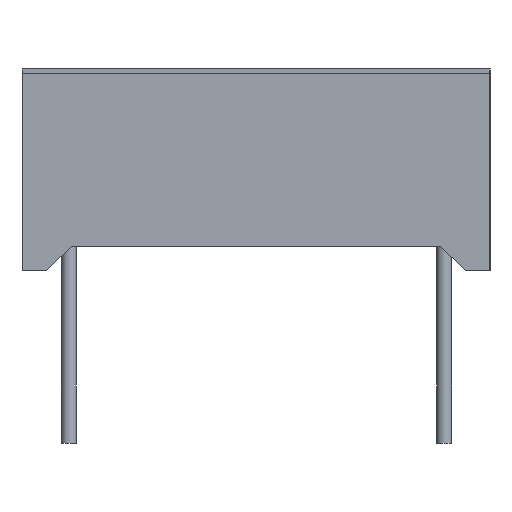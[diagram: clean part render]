
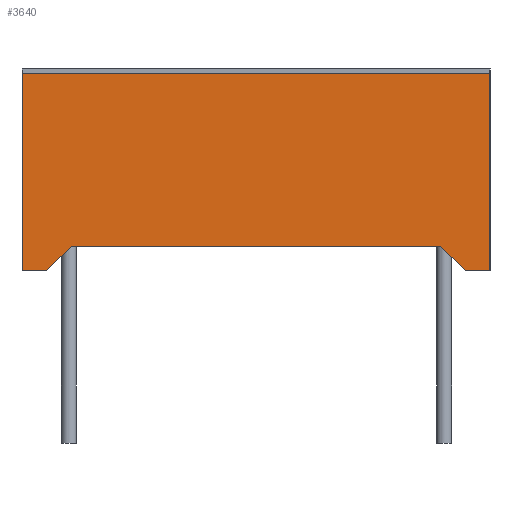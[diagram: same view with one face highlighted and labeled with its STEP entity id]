
A CAD part, left-side view. The second image highlights one B-rep face of the part: STEP entity #3640.
In plain terms, the highlighted planar face has unit normal (-1, 0, 0).
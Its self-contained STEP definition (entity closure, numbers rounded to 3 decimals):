
#212=FACE_OUTER_BOUND('',#412,.T.);
#412=EDGE_LOOP('',(#2487,#2488,#2489,#2490,#2491,#2492,#2493,#2494));
#667=LINE('',#5110,#1119);
#675=LINE('',#5126,#1127);
#680=LINE('',#5137,#1132);
#702=LINE('',#5180,#1154);
#703=LINE('',#5183,#1155);
#708=LINE('',#5193,#1160);
#709=LINE('',#5195,#1161);
#710=LINE('',#5196,#1162);
#1119=VECTOR('',#4126,10.);
#1127=VECTOR('',#4138,10.);
#1132=VECTOR('',#4147,10.);
#1154=VECTOR('',#4179,10.);
#1155=VECTOR('',#4182,10.);
#1160=VECTOR('',#4189,10.);
#1161=VECTOR('',#4190,10.);
#1162=VECTOR('',#4191,10.);
#1571=VERTEX_POINT('',#5107);
#1572=VERTEX_POINT('',#5109);
#1578=VERTEX_POINT('',#5124);
#1582=VERTEX_POINT('',#5136);
#1598=VERTEX_POINT('',#5178);
#1599=VERTEX_POINT('',#5182);
#1603=VERTEX_POINT('',#5192);
#1604=VERTEX_POINT('',#5194);
#1915=EDGE_CURVE('',#1572,#1571,#667,.T.);
#1923=EDGE_CURVE('',#1571,#1578,#675,.T.);
#1928=EDGE_CURVE('',#1582,#1572,#680,.T.);
#1950=EDGE_CURVE('',#1578,#1598,#702,.T.);
#1951=EDGE_CURVE('',#1599,#1582,#703,.T.);
#1956=EDGE_CURVE('',#1598,#1603,#708,.T.);
#1957=EDGE_CURVE('',#1604,#1603,#709,.T.);
#1958=EDGE_CURVE('',#1599,#1604,#710,.T.);
#2487=ORIENTED_EDGE('',*,*,#1928,.T.);
#2488=ORIENTED_EDGE('',*,*,#1915,.T.);
#2489=ORIENTED_EDGE('',*,*,#1923,.T.);
#2490=ORIENTED_EDGE('',*,*,#1950,.T.);
#2491=ORIENTED_EDGE('',*,*,#1956,.T.);
#2492=ORIENTED_EDGE('',*,*,#1957,.F.);
#2493=ORIENTED_EDGE('',*,*,#1958,.F.);
#2494=ORIENTED_EDGE('',*,*,#1951,.T.);
#3472=PLANE('',#3867);
#3640=ADVANCED_FACE('',(#212),#3472,.T.);
#3867=AXIS2_PLACEMENT_3D('',#5191,#4187,#4188);
#4126=DIRECTION('',(0.,-1.,0.));
#4138=DIRECTION('',(0.,-0.707,-0.707));
#4147=DIRECTION('',(0.,-0.707,0.707));
#4179=DIRECTION('',(0.,-1.,0.));
#4182=DIRECTION('',(0.,-1.,0.));
#4187=DIRECTION('center_axis',(-1.,0.,0.));
#4188=DIRECTION('ref_axis',(0.,-1.,0.));
#4189=DIRECTION('',(0.,0.,1.));
#4190=DIRECTION('',(0.,-1.,0.));
#4191=DIRECTION('',(0.,0.,1.));
#5107=CARTESIAN_POINT('',(0.,2.,1.));
#5109=CARTESIAN_POINT('',(0.,17.,1.));
#5110=CARTESIAN_POINT('',(0.,10.5,1.));
#5124=CARTESIAN_POINT('',(0.,1.,0.));
#5126=CARTESIAN_POINT('',(0.,5.5,4.5));
#5136=CARTESIAN_POINT('',(0.,18.,0.));
#5137=CARTESIAN_POINT('',(0.,17.75,0.25));
#5178=CARTESIAN_POINT('',(0.,0.,0.));
#5180=CARTESIAN_POINT('',(0.,19.,0.));
#5182=CARTESIAN_POINT('',(0.,19.,0.));
#5183=CARTESIAN_POINT('',(0.,19.,0.));
#5191=CARTESIAN_POINT('Origin',(0.,19.,0.));
#5192=CARTESIAN_POINT('',(0.,0.,8.));
#5193=CARTESIAN_POINT('',(0.,0.,0.));
#5194=CARTESIAN_POINT('',(0.,19.,8.));
#5195=CARTESIAN_POINT('',(0.,19.,8.));
#5196=CARTESIAN_POINT('',(0.,19.,0.));
